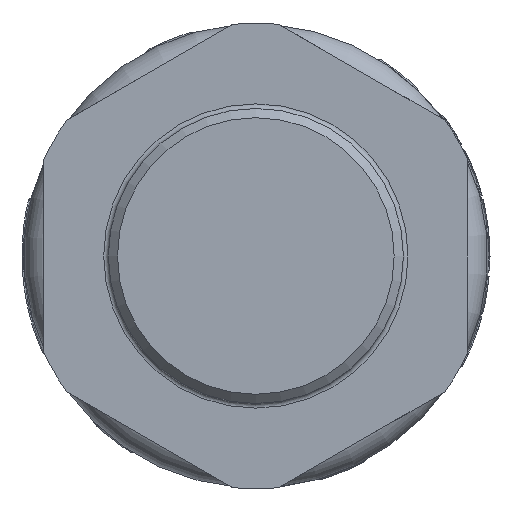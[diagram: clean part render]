
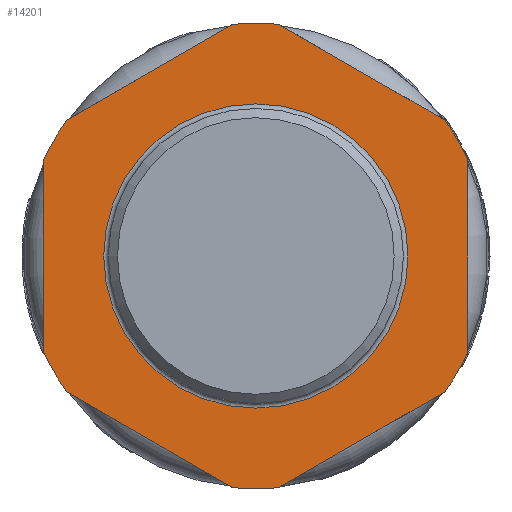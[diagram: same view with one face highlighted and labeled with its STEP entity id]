
A CAD part, left-side view. The second image highlights one B-rep face of the part: STEP entity #14201.
In plain terms, the highlighted planar face has unit normal (-1, 0, 0).
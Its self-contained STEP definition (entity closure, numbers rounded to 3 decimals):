
#401=LINE('',#20082,#1069);
#404=LINE('',#20112,#1072);
#407=LINE('',#20142,#1075);
#410=LINE('',#20172,#1078);
#413=LINE('',#20202,#1081);
#416=LINE('',#20232,#1084);
#1069=VECTOR('',#16527,10.);
#1072=VECTOR('',#16532,10.);
#1075=VECTOR('',#16537,10.);
#1078=VECTOR('',#16542,10.);
#1081=VECTOR('',#16547,10.);
#1084=VECTOR('',#16552,10.);
#2481=FACE_BOUND('',#3652,.T.);
#2821=FACE_OUTER_BOUND('',#3651,.T.);
#3651=EDGE_LOOP('',(#8920,#8921,#8922,#8923,#8924,#8925,#8926,#8927,#8928,
#8929,#8930,#8931));
#3652=EDGE_LOOP('',(#8932));
#4593=CIRCLE('',#15063,25.25);
#4594=CIRCLE('',#15065,25.25);
#4595=CIRCLE('',#15067,25.25);
#4596=CIRCLE('',#15069,25.25);
#4597=CIRCLE('',#15071,25.25);
#4598=CIRCLE('',#15073,25.25);
#4599=CIRCLE('',#15074,16.5);
#5274=VERTEX_POINT('',#20079);
#5275=VERTEX_POINT('',#20081);
#5278=VERTEX_POINT('',#20109);
#5279=VERTEX_POINT('',#20111);
#5282=VERTEX_POINT('',#20139);
#5283=VERTEX_POINT('',#20141);
#5286=VERTEX_POINT('',#20169);
#5287=VERTEX_POINT('',#20171);
#5290=VERTEX_POINT('',#20199);
#5291=VERTEX_POINT('',#20201);
#5294=VERTEX_POINT('',#20229);
#5295=VERTEX_POINT('',#20231);
#5296=VERTEX_POINT('',#20253);
#6737=EDGE_CURVE('',#5275,#5274,#401,.T.);
#6741=EDGE_CURVE('',#5279,#5278,#404,.T.);
#6745=EDGE_CURVE('',#5283,#5282,#407,.T.);
#6749=EDGE_CURVE('',#5287,#5286,#410,.T.);
#6753=EDGE_CURVE('',#5291,#5290,#413,.T.);
#6757=EDGE_CURVE('',#5295,#5294,#416,.T.);
#6765=EDGE_CURVE('',#5295,#5282,#4593,.T.);
#6766=EDGE_CURVE('',#5283,#5286,#4594,.T.);
#6767=EDGE_CURVE('',#5279,#5290,#4595,.T.);
#6768=EDGE_CURVE('',#5287,#5278,#4596,.T.);
#6769=EDGE_CURVE('',#5275,#5294,#4597,.T.);
#6770=EDGE_CURVE('',#5291,#5274,#4598,.T.);
#6771=EDGE_CURVE('',#5296,#5296,#4599,.T.);
#8920=ORIENTED_EDGE('',*,*,#6737,.T.);
#8921=ORIENTED_EDGE('',*,*,#6770,.F.);
#8922=ORIENTED_EDGE('',*,*,#6753,.T.);
#8923=ORIENTED_EDGE('',*,*,#6767,.F.);
#8924=ORIENTED_EDGE('',*,*,#6741,.T.);
#8925=ORIENTED_EDGE('',*,*,#6768,.F.);
#8926=ORIENTED_EDGE('',*,*,#6749,.T.);
#8927=ORIENTED_EDGE('',*,*,#6766,.F.);
#8928=ORIENTED_EDGE('',*,*,#6745,.T.);
#8929=ORIENTED_EDGE('',*,*,#6765,.F.);
#8930=ORIENTED_EDGE('',*,*,#6757,.T.);
#8931=ORIENTED_EDGE('',*,*,#6769,.F.);
#8932=ORIENTED_EDGE('',*,*,#6771,.T.);
#13068=PLANE('',#15072);
#14201=ADVANCED_FACE('',(#2821,#2481),#13068,.T.);
#15063=AXIS2_PLACEMENT_3D('',#20242,#16570,#16571);
#15065=AXIS2_PLACEMENT_3D('',#20244,#16574,#16575);
#15067=AXIS2_PLACEMENT_3D('',#20246,#16578,#16579);
#15069=AXIS2_PLACEMENT_3D('',#20248,#16582,#16583);
#15071=AXIS2_PLACEMENT_3D('',#20250,#16586,#16587);
#15072=AXIS2_PLACEMENT_3D('',#20251,#16588,#16589);
#15073=AXIS2_PLACEMENT_3D('',#20252,#16590,#16591);
#15074=AXIS2_PLACEMENT_3D('',#20254,#16592,#16593);
#16527=DIRECTION('',(0.,-0.866,0.5));
#16532=DIRECTION('',(0.,0.866,0.5));
#16537=DIRECTION('',(0.,0.,-1.));
#16542=DIRECTION('',(0.,0.866,-0.5));
#16547=DIRECTION('',(0.,0.,1.));
#16552=DIRECTION('',(0.,-0.866,-0.5));
#16570=DIRECTION('center_axis',(1.,0.,0.));
#16571=DIRECTION('ref_axis',(0.,0.,-1.));
#16574=DIRECTION('center_axis',(1.,0.,0.));
#16575=DIRECTION('ref_axis',(0.,0.,-1.));
#16578=DIRECTION('center_axis',(1.,0.,0.));
#16579=DIRECTION('ref_axis',(0.,0.,-1.));
#16582=DIRECTION('center_axis',(1.,0.,0.));
#16583=DIRECTION('ref_axis',(0.,0.,-1.));
#16586=DIRECTION('center_axis',(1.,0.,0.));
#16587=DIRECTION('ref_axis',(0.,0.,-1.));
#16588=DIRECTION('center_axis',(-1.,0.,0.));
#16589=DIRECTION('ref_axis',(0.,0.,1.));
#16590=DIRECTION('center_axis',(1.,0.,0.));
#16591=DIRECTION('ref_axis',(0.,0.,-1.));
#16592=DIRECTION('center_axis',(1.,0.,0.));
#16593=DIRECTION('ref_axis',(0.,0.,-1.));
#20079=CARTESIAN_POINT('',(-9.391,-20.523,-14.709));
#20081=CARTESIAN_POINT('',(-9.391,-2.477,-25.128));
#20082=CARTESIAN_POINT('',(-9.391,2.48,-27.99));
#20109=CARTESIAN_POINT('',(-9.391,-2.477,25.128));
#20111=CARTESIAN_POINT('',(-9.391,-20.523,14.709));
#20112=CARTESIAN_POINT('',(-9.391,-6.543,22.781));
#20139=CARTESIAN_POINT('',(-9.391,23.,-10.419));
#20141=CARTESIAN_POINT('',(-9.391,23.,10.419));
#20142=CARTESIAN_POINT('',(-9.391,23.,5.21));
#20169=CARTESIAN_POINT('',(-9.391,20.523,14.709));
#20171=CARTESIAN_POINT('',(-9.391,2.477,25.128));
#20172=CARTESIAN_POINT('',(-9.391,16.457,17.057));
#20199=CARTESIAN_POINT('',(-9.391,-23.,10.419));
#20201=CARTESIAN_POINT('',(-9.391,-23.,-10.419));
#20202=CARTESIAN_POINT('',(-9.391,-23.,-5.21));
#20229=CARTESIAN_POINT('',(-9.391,2.477,-25.128));
#20231=CARTESIAN_POINT('',(-9.391,20.523,-14.709));
#20232=CARTESIAN_POINT('',(-9.391,25.48,-11.847));
#20242=CARTESIAN_POINT('Origin',(-9.391,0.,
0.));
#20244=CARTESIAN_POINT('Origin',(-9.391,0.,
0.));
#20246=CARTESIAN_POINT('Origin',(-9.391,0.,
0.));
#20248=CARTESIAN_POINT('Origin',(-9.391,0.,
0.));
#20250=CARTESIAN_POINT('Origin',(-9.391,0.,
0.));
#20251=CARTESIAN_POINT('Origin',(-9.391,25.25,0.));
#20252=CARTESIAN_POINT('Origin',(-9.391,0.,
0.));
#20253=CARTESIAN_POINT('',(-9.391,16.5,0.));
#20254=CARTESIAN_POINT('Origin',(-9.391,0.,
0.));
